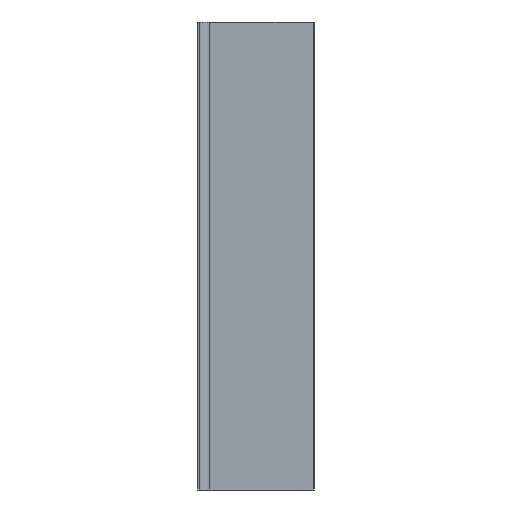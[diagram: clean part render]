
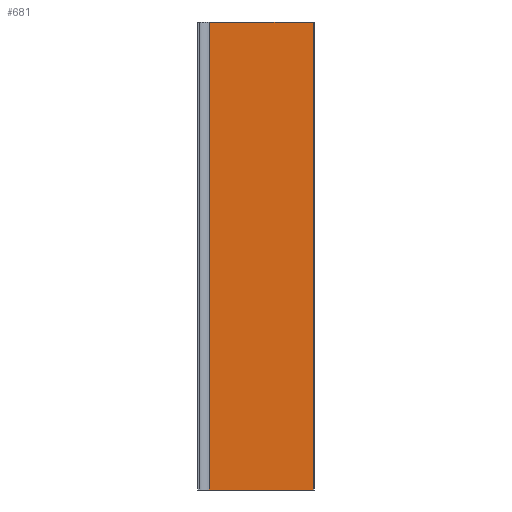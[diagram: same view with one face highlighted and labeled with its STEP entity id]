
A CAD part, front view. The second image highlights one B-rep face of the part: STEP entity #681.
In plain terms, the highlighted planar face has unit normal (0, -1, 0).
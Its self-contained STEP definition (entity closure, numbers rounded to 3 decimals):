
#623=CARTESIAN_POINT('',(0.0,0.0,0.0));
#624=VERTEX_POINT('',#623);
#632=CARTESIAN_POINT('',(0.0,0.0,100.0));
#633=VERTEX_POINT('',#632);
#634=CARTESIAN_POINT('',(0.0,0.0,0.0));
#635=DIRECTION('',(0.0,0.0,1.0));
#636=VECTOR('',#635,100.0);
#637=LINE('',#634,#636);
#638=EDGE_CURVE('',#624,#633,#637,.T.);
#651=CARTESIAN_POINT('',(0.0,0.0,0.0));
#652=DIRECTION('',(0.0,-1.0,0.0));
#653=DIRECTION('',(1.0,0.0,0.0));
#654=AXIS2_PLACEMENT_3D('',#651,#652,#653);
#655=PLANE('',#654);
#656=CARTESIAN_POINT('',(22.21,0.,0.0));
#657=VERTEX_POINT('',#656);
#658=CARTESIAN_POINT('',(0.0,0.0,0.0));
#659=DIRECTION('',(1.0,0.0,0.0));
#660=VECTOR('',#659,22.21);
#661=LINE('',#658,#660);
#662=EDGE_CURVE('',#624,#657,#661,.T.);
#663=ORIENTED_EDGE('',*,*,#662,.T.);
#664=CARTESIAN_POINT('',(22.21,0.,100.0));
#665=VERTEX_POINT('',#664);
#666=CARTESIAN_POINT('',(22.21,0.,0.0));
#667=DIRECTION('',(0.0,0.0,1.0));
#668=VECTOR('',#667,100.0);
#669=LINE('',#666,#668);
#670=EDGE_CURVE('',#657,#665,#669,.T.);
#671=ORIENTED_EDGE('',*,*,#670,.T.);
#672=CARTESIAN_POINT('',(0.0,0.0,100.0));
#673=DIRECTION('',(1.0,0.0,0.0));
#674=VECTOR('',#673,22.21);
#675=LINE('',#672,#674);
#676=EDGE_CURVE('',#633,#665,#675,.T.);
#677=ORIENTED_EDGE('',*,*,#676,.F.);
#678=ORIENTED_EDGE('',*,*,#638,.F.);
#679=EDGE_LOOP('',(#663,#671,#677,#678));
#680=FACE_OUTER_BOUND('',#679,.T.);
#681=ADVANCED_FACE('',(#680),#655,.T.);
